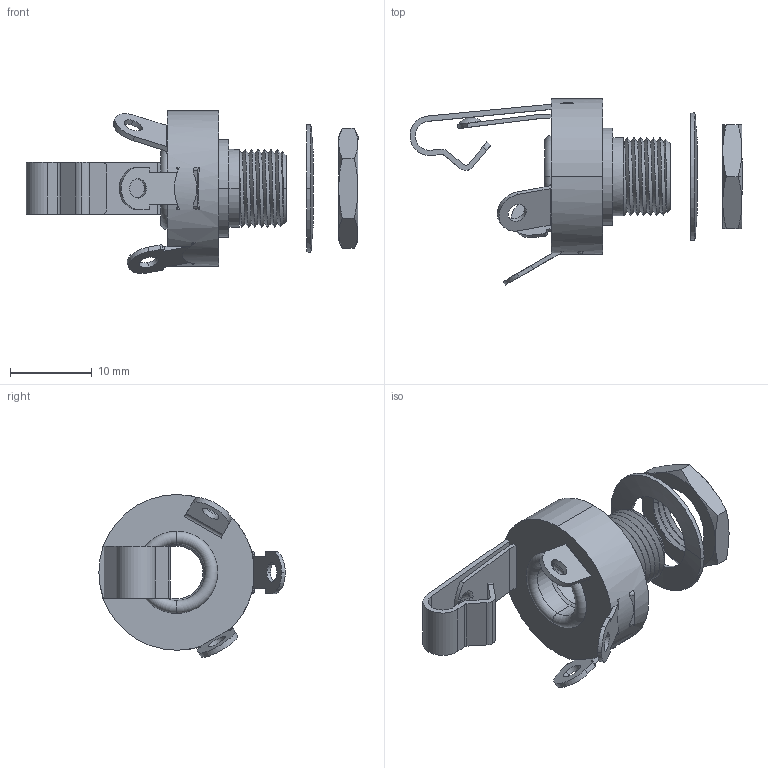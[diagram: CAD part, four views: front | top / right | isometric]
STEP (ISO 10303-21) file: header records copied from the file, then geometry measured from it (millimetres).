
FILE_DESCRIPTION (( 'STEP AP214' ), '1' );
FILE_NAME ('12a.STEP', '2014-07-01T20:12:05', ( '' ), ( '' ), 'SwSTEP 2.0', 'SolidWorks 2014', '' );
FILE_SCHEMA (( 'AUTOMOTIVE_DESIGN' ));
Length unit declared in the file: inch
Products named in the file (1): 12a
Bounding box: 40.63 x 22.8 x 19.94 mm (x, y, z)
Volume: 2368.7 mm3; surface area: 2914.9 mm2
Topology: 3 solids, 3 shells, 179 faces, 472 edges, 308 vertices
Faces by surface type: plane 71, cylinder 52, cone 40, torus 6, bspline 6, sphere 4
Entity records: 7842 total; most frequent: CARTESIAN_POINT 3366, ORIENTED_EDGE 944, DIRECTION 896, EDGE_CURVE 472, AXIS2_PLACEMENT_3D 341, VERTEX_POINT 308, LINE 214, VECTOR 214
